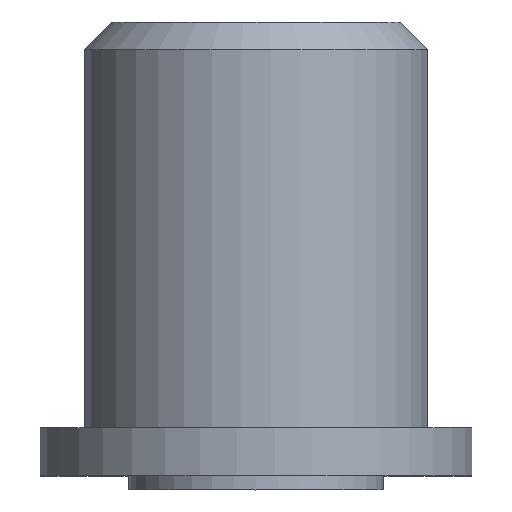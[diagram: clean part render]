
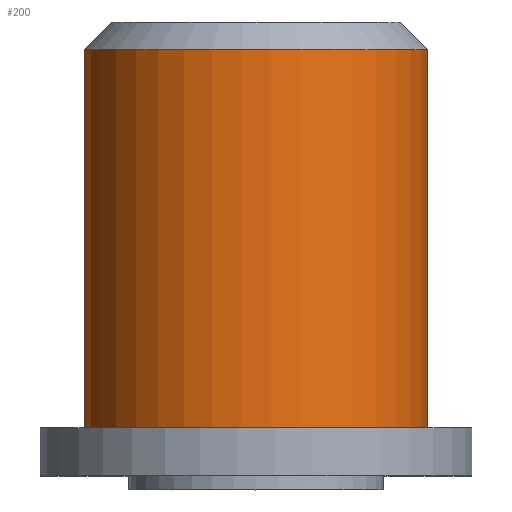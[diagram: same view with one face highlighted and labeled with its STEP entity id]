
A CAD part, top view. The second image highlights one B-rep face of the part: STEP entity #200.
In plain terms, the highlighted cylindrical face has radius 3.175 mm (diameter 6.35 mm), a partial arc.
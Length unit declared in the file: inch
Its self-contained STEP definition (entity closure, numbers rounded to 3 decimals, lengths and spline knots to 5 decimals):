
#19=LINE($,#307,#33);
#28=LINE($,#325,#42);
#33=VECTOR($,#244,0.275);
#42=VECTOR($,#257,0.275);
#47=CYLINDRICAL_SURFACE($,#223,0.125);
#63=FACE_OUTER_BOUND($,#78,.T.);
#78=EDGE_LOOP($,(#171,#172,#173,#174));
#88=CIRCLE($,#221,0.125);
#90=CIRCLE($,#224,0.125);
#98=VERTEX_POINT($,#302);
#99=VERTEX_POINT($,#306);
#105=VERTEX_POINT($,#322);
#106=VERTEX_POINT($,#324);
#116=EDGE_CURVE($,#99,#98,#19,.T.);
#125=EDGE_CURVE($,#106,#105,#28,.T.);
#131=EDGE_CURVE($,#98,#106,#88,.T.);
#133=EDGE_CURVE($,#99,#105,#90,.T.);
#171=ORIENTED_EDGE($,*,*,#125,.T.);
#172=ORIENTED_EDGE($,*,*,#133,.F.);
#173=ORIENTED_EDGE($,*,*,#116,.T.);
#174=ORIENTED_EDGE($,*,*,#131,.T.);
#200=ADVANCED_FACE($,(#63),#47,.T.);
#221=AXIS2_PLACEMENT_3D($,#339,#273,#274);
#223=AXIS2_PLACEMENT_3D($,#341,#277,#278);
#224=AXIS2_PLACEMENT_3D($,#342,#279,#280);
#244=DIRECTION($,(0.,1.,0.));
#257=DIRECTION($,(0.,-1.,0.));
#273=DIRECTION('center_axis',(0.,-1.,0.));
#274=DIRECTION('ref_axis',(1.,0.,0.));
#277=DIRECTION('center_axis',(0.,-1.,0.));
#278=DIRECTION('ref_axis',(1.,0.,0.));
#279=DIRECTION('center_axis',(0.,-1.,0.));
#280=DIRECTION('ref_axis',(1.,0.,0.));
#302=CARTESIAN_POINT('',(0.0155,0.33,-0.12404));
#306=CARTESIAN_POINT('',(0.0155,0.055,-0.12404));
#307=CARTESIAN_POINT($,(0.0155,0.1925,-0.12404));
#322=CARTESIAN_POINT('',(-0.0155,0.055,-0.12404));
#324=CARTESIAN_POINT('',(-0.0155,0.33,-0.12404));
#325=CARTESIAN_POINT($,(-0.0155,0.1925,-0.12404));
#339=CARTESIAN_POINT('Origin',(0.,0.33,0.));
#341=CARTESIAN_POINT('Origin',(0.,0.1925,0.));
#342=CARTESIAN_POINT('Origin',(0.,0.055,0.));
